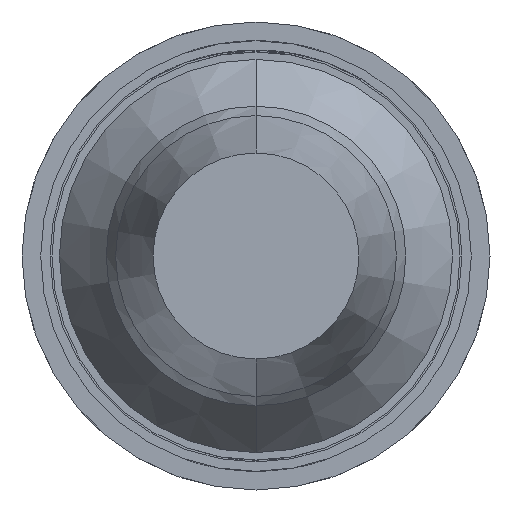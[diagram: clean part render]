
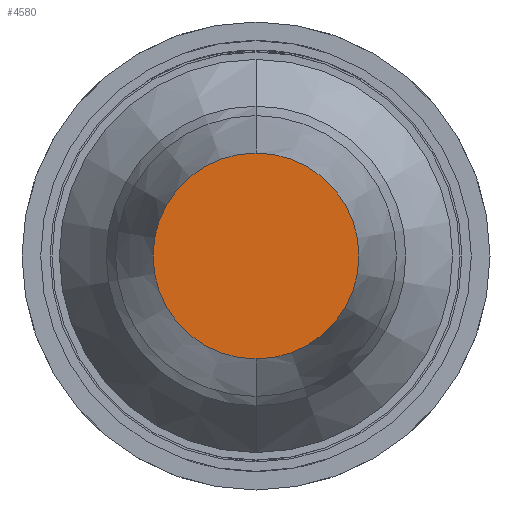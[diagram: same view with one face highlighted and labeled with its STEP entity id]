
A CAD part, front view. The second image highlights one B-rep face of the part: STEP entity #4580.
In plain terms, the highlighted planar face has unit normal (0, -1, 0).
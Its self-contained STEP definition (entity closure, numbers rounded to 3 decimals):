
#18 = EDGE_CURVE ( 'Defeature ausgef�hrt1_28+Defeature ausgef�hrt1_27+Defeature ausgef�hrt1_27+Defeature ausgef�hrt1_27', #4952, #7732, #2186, .T. ) ;
#368 = DIRECTION ( 'NONE',  ( 0., 0., 1. ) ) ;
#586 = DIRECTION ( 'NONE',  ( 0., 0., 1. ) ) ;
#1596 = CARTESIAN_POINT ( 'NONE',  ( 0., -39.2, 0.55 ) ) ;
#1725 = PLANE ( 'NONE',  #7182 ) ;
#2107 = FACE_OUTER_BOUND ( 'NONE', #3447, .T. ) ;
#2186 = CIRCLE ( 'NONE', #5313, 0.55 ) ;
#2201 = CARTESIAN_POINT ( 'NONE',  ( 0., -39.2, -0.55 ) ) ;
#2387 = AXIS2_PLACEMENT_3D ( 'NONE', #7023, #3537, #5790 ) ;
#2411 = ORIENTED_EDGE ( 'NONE', *, *, #6571, .F. ) ;
#3447 = EDGE_LOOP ( 'NONE', ( #5816, #2411 ) ) ;
#3537 = DIRECTION ( 'NONE',  ( 0., 1., 0. ) ) ;
#4323 = CIRCLE ( 'NONE', #2387, 0.55 ) ;
#4580 = ADVANCED_FACE ( 'Defeature ausgef�hrt1_27', ( #2107 ), #1725, .F. ) ;
#4826 = DIRECTION ( 'NONE',  ( 0., 1., 0. ) ) ;
#4952 = VERTEX_POINT ( 'NONE', #1596 ) ;
#5166 = CARTESIAN_POINT ( 'NONE',  ( 0., -39.2, 0. ) ) ;
#5313 = AXIS2_PLACEMENT_3D ( 'NONE', #5166, #7559, #368 ) ;
#5790 = DIRECTION ( 'NONE',  ( 0., 0., 1. ) ) ;
#5816 = ORIENTED_EDGE ( 'NONE', *, *, #18, .F. ) ;
#5996 = CARTESIAN_POINT ( 'NONE',  ( 0., -39.2, 0. ) ) ;
#6571 = EDGE_CURVE ( 'Defeature ausgef�hrt1_28+Defeature ausgef�hrt1_27+Defeature ausgef�hrt1_27+Defeature ausgef�hrt1_27', #7732, #4952, #4323, .T. ) ;
#7023 = CARTESIAN_POINT ( 'NONE',  ( 0., -39.2, 0. ) ) ;
#7182 = AXIS2_PLACEMENT_3D ( 'NONE', #5996, #4826, #586 ) ;
#7559 = DIRECTION ( 'NONE',  ( 0., 1., 0. ) ) ;
#7732 = VERTEX_POINT ( 'NONE', #2201 ) ;
